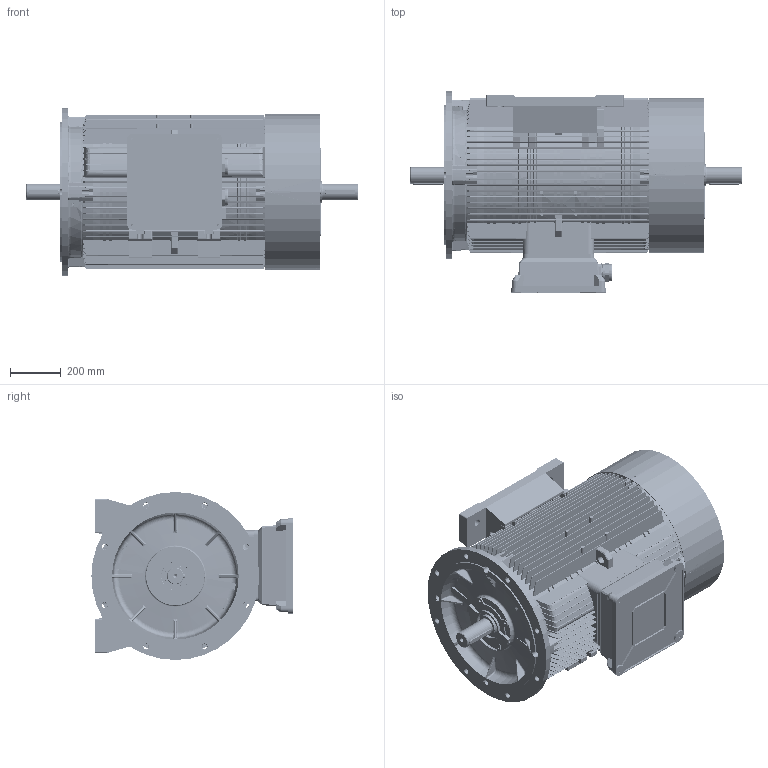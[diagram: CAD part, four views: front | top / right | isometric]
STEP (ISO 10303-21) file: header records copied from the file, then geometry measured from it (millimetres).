
FILE_DESCRIPTION (( 'STEP AP214' ), '1' );
FILE_NAME ('FCAP315 S-B3 B5-IC411-2 POLES-TB TOP-DOUBLE SHAFT.STEP', '2024-10-04T13:24:21', ( '' ), ( '' ), 'SwSTEP 2.0', 'SolidWorks 2024', '' );
FILE_SCHEMA (( 'AUTOMOTIVE_DESIGN' ));
Length unit declared in the file: millimetre
Products named in the file (24): DIN931-M22x140_8,8; PRESSACAVO M63; A35785W_RONDELLA QUADRA IN ACCIAIO A DISEGNO-35X35X5-FORO Ø23; Guarnizione scatola-motore 315M-355T; Piede 315S LAMIERA D. 490 (foratura dx)_SOLO FORATURA S; UNI6592-23x39-8.8_zincato; GRIGLIA BP251; Scatola morsetti 315M-355T_SENZA FORI; Guarnizione scatola-coperchio 315M-355T; UNI7473-M22-5S_zincato; A37012W_Coperchietto esterno ghisa Ø180_foroØ86_H5_FORI INGRASSAGGI; Piede 315S LAMIERA D. 490 (foratura sx) _SOLO FORATURA S; Carcassa 315M-355T_pacco 480; Coperchio scatola morsetti 315M-355T; BOCCAGLIO BP251; A35638W_Scudo ghisa Posteriore C315M_cuscinetto Ø180 GHISA_Cuscinetto 180; Albero 315M-2 poli; UNI6604-A-18x11x120; Scatola morsetti 315M-355T; A35637W_Flangia 315M - Cusc.180; Copriventola 315M  h.215 - con boccaglio; A35776W_Coperchietto esterno ghisa Ø180_foro Ø86; FCAP315 S-B3 B5-IC411-2 POLES-TB TOP-DOUBLE SHAFT; A35653W_Coperchietto interno ghisa_Ø cusc180
Assembly tree (26 placements, depth 3):
  FCAP315 S-B3 B5-IC411-2 POLES-TB TOP-DOUBLE SHAFT
    A35638W_Scudo ghisa Posteriore C315M_cuscinetto Ø180 GHISA_Cuscinetto 180
    Piede 315S LAMIERA D. 490 (foratura dx)_SOLO FORATURA S
    A35637W_Flangia 315M - Cusc.180
    Piede 315S LAMIERA D. 490 (foratura sx) _SOLO FORATURA S
    Copriventola 315M  h.215 - con boccaglio
    BOCCAGLIO BP251
    GRIGLIA BP251
    DIN931-M22x140_8,8
    UNI6592-23x39-8.8_zincato
    UNI7473-M22-5S_zincato
    A35785W_RONDELLA QUADRA IN ACCIAIO A DISEGNO-35X35X5-FORO Ø23
    A37012W_Coperchietto esterno ghisa Ø180_foroØ86_H5_FORI INGRASSAGGI
    Albero 315M-2 poli  x2
    UNI6604-A-18x11x120  x2
    A35653W_Coperchietto interno ghisa_Ø cusc180
    A35776W_Coperchietto esterno ghisa Ø180_foro Ø86
    Carcassa 315M-355T_pacco 480
    Scatola morsetti 315M-355T
      Guarnizione scatola-motore 315M-355T
      Scatola morsetti 315M-355T_SENZA FORI
      Guarnizione scatola-coperchio 315M-355T
      Coperchio scatola morsetti 315M-355T
      PRESSACAVO M63  x2
Bounding box: 1305 x 791 x 660 mm (x, y, z)
Volume: 69756480.6 mm3; surface area: 13103845.1 mm2
Topology: 41 solids, 45 shells, 7196 faces, 23544 edges, 14905 vertices
Faces by surface type: cylinder 3446, plane 2095, cone 668, torus 484, bspline 337, sphere 166
Entity records: 281967 total; most frequent: CARTESIAN_POINT 85283, ORIENTED_EDGE 45546, DIRECTION 38542, EDGE_CURVE 22773, VERTEX_POINT 14518, AXIS2_PLACEMENT_3D 14472, LINE 9598, VECTOR 9598
